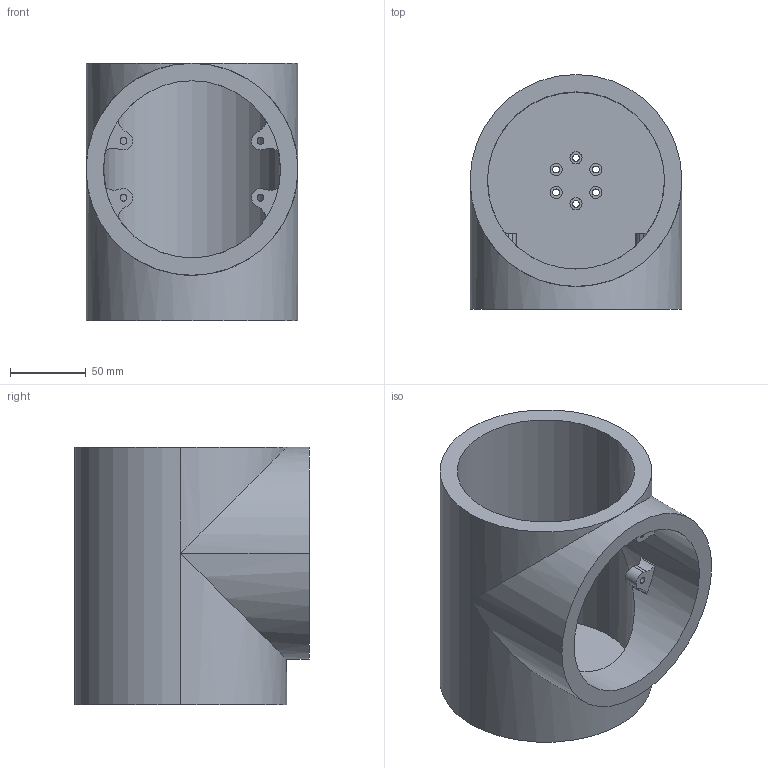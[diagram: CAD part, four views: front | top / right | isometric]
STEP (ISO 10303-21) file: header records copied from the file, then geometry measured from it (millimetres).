
FILE_DESCRIPTION (( 'STEP AP214' ), '1' );
FILE_NAME ('link1.STEP', '2025-11-19T20:13:33', ( '' ), ( '' ), 'SwSTEP 2.0', 'SolidWorks 2025', '' );
FILE_SCHEMA (( 'AUTOMOTIVE_DESIGN' ));
Length unit declared in the file: millimetre
Products named in the file (1): link1
Bounding box: 140 x 155 x 170 mm (x, y, z)
Volume: 869551.3 mm3; surface area: 175982.9 mm2
Topology: 1 solids, 1 shells, 125 faces, 322 edges, 209 vertices
Faces by surface type: cylinder 65, plane 40, torus 12, cone 4, bspline 4
Entity records: 4372 total; most frequent: CARTESIAN_POINT 1204, DIRECTION 692, ORIENTED_EDGE 644, EDGE_CURVE 322, AXIS2_PLACEMENT_3D 291, VERTEX_POINT 209, CIRCLE 169, EDGE_LOOP 157
